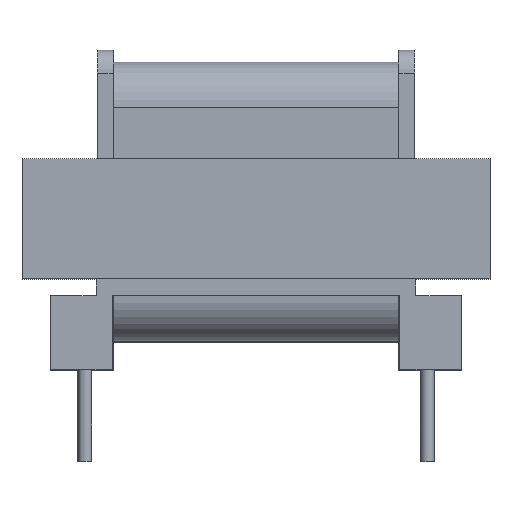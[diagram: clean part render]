
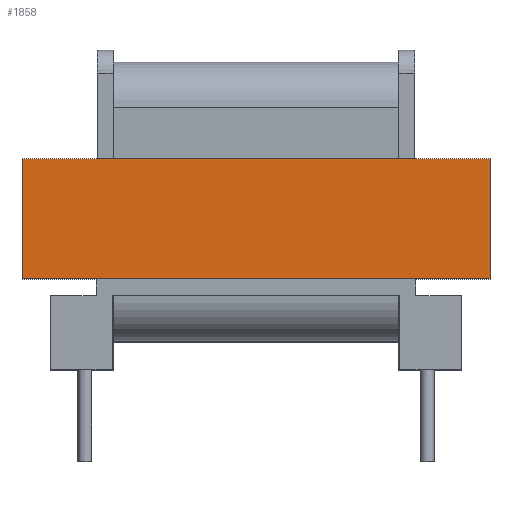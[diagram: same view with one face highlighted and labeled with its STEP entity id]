
A CAD part, top view. The second image highlights one B-rep face of the part: STEP entity #1858.
In plain terms, the highlighted planar face has unit normal (0, 0, 1).
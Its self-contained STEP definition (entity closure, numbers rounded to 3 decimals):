
#54=PLANE('',#1992);
#141=FACE_OUTER_BOUND('',#237,.T.);
#237=EDGE_LOOP('',(#1397,#1398,#1399,#1400));
#397=LINE('',#2702,#618);
#424=LINE('',#2792,#645);
#425=LINE('',#2794,#646);
#426=LINE('',#2795,#647);
#618=VECTOR('',#2201,1000.);
#645=VECTOR('',#2278,1000.);
#646=VECTOR('',#2279,1000.);
#647=VECTOR('',#2280,1000.);
#831=VERTEX_POINT('',#2699);
#832=VERTEX_POINT('',#2701);
#870=VERTEX_POINT('',#2791);
#871=VERTEX_POINT('',#2793);
#1031=EDGE_CURVE('',#831,#832,#397,.T.);
#1070=EDGE_CURVE('',#831,#870,#424,.T.);
#1071=EDGE_CURVE('',#870,#871,#425,.T.);
#1072=EDGE_CURVE('',#832,#871,#426,.T.);
#1397=ORIENTED_EDGE('',*,*,#1070,.T.);
#1398=ORIENTED_EDGE('',*,*,#1071,.T.);
#1399=ORIENTED_EDGE('',*,*,#1072,.F.);
#1400=ORIENTED_EDGE('',*,*,#1031,.F.);
#1858=ADVANCED_FACE('',(#141),#54,.F.);
#1992=AXIS2_PLACEMENT_3D('',#2790,#2276,#2277);
#2201=DIRECTION('',(1.,0.,0.));
#2276=DIRECTION('center_axis',(0.,0.,
-1.));
#2277=DIRECTION('ref_axis',(-1.,0.,0.));
#2278=DIRECTION('',(0.,-1.,0.));
#2279=DIRECTION('',(1.,0.,0.));
#2280=DIRECTION('',(0.,-1.,0.));
#2699=CARTESIAN_POINT('',(7.66,15.839,-2.45));
#2701=CARTESIAN_POINT('',(28.16,15.839,-2.45));
#2702=CARTESIAN_POINT('',(7.66,15.839,-2.45));
#2790=CARTESIAN_POINT('Origin',(7.66,15.839,-2.45));
#2791=CARTESIAN_POINT('',(7.66,10.579,-2.45));
#2792=CARTESIAN_POINT('',(7.66,15.839,-2.45));
#2793=CARTESIAN_POINT('',(28.16,10.579,-2.45));
#2794=CARTESIAN_POINT('',(7.66,10.579,-2.45));
#2795=CARTESIAN_POINT('',(28.16,15.839,-2.45));
